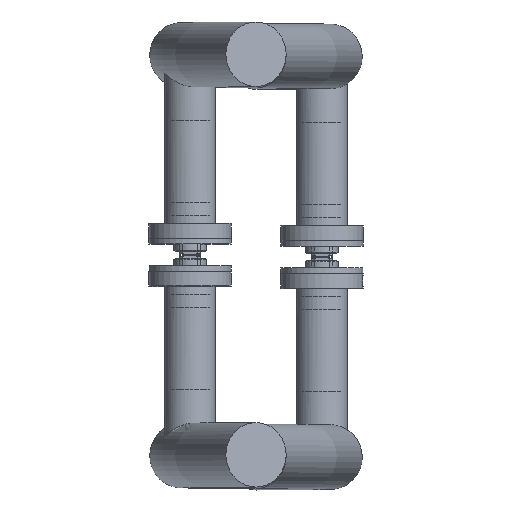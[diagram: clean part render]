
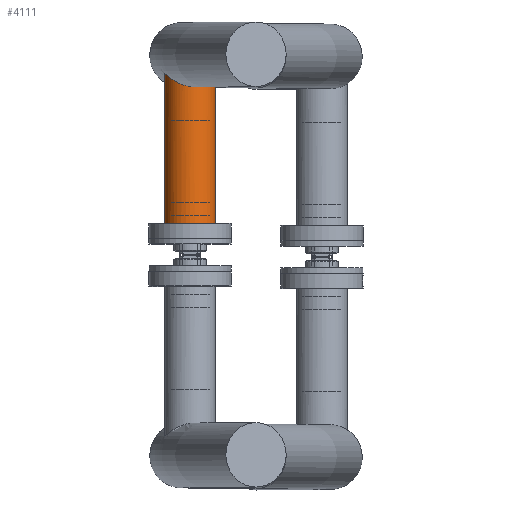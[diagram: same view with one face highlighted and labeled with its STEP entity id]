
A CAD part, top view. The second image highlights one B-rep face of the part: STEP entity #4111.
In plain terms, the highlighted cylindrical face has radius 10 mm (diameter 20 mm), a full revolution.
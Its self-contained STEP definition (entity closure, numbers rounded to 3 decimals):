
#169=B_SPLINE_CURVE_WITH_KNOTS('',3,(#6181,#6182,#6183,#6184,#6185,#6186,
#6187,#6188,#6189,#6190,#6191,#6192,#6193,#6194),.UNSPECIFIED.,.F.,.F.,
(4,2,2,2,2,2,4),(-7.31,-7.266,-7.01,
-6.624,-6.076,-5.696,-5.599),
 .UNSPECIFIED.);
#170=B_SPLINE_CURVE_WITH_KNOTS('',3,(#6195,#6196,#6197,#6198,#6199,#6200,
#6201,#6202,#6203,#6204,#6205,#6206,#6207,#6208,#6209,#6210,#6211,#6212,
#6213,#6214,#6215,#6216,#6217,#6218,#6219,#6220,#6221,#6222,#6223,#6224,
#6225,#6226,#6227,#6228),.UNSPECIFIED.,.F.,.F.,(4,2,2,2,2,2,2,2,2,2,2,2,
2,2,2,2,4),(-5.599,-5.386,-5.074,-4.637,
-4.27,-3.929,-3.674,-3.396,-2.973,
-2.396,-1.965,-1.627,-1.327,-0.955,
-0.599,-0.245,0.),.UNSPECIFIED.);
#371=FACE_OUTER_BOUND('',#624,.T.);
#624=EDGE_LOOP('',(#2673,#2674,#2675,#2676,#2677,#2678));
#908=LINE('',#6230,#1170);
#1170=VECTOR('',#4933,10.);
#1445=CIRCLE('',#4415,10.);
#1446=CIRCLE('',#4416,10.);
#1673=VERTEX_POINT('',#6179);
#1674=VERTEX_POINT('',#6180);
#1675=VERTEX_POINT('',#6229);
#1676=VERTEX_POINT('',#6231);
#2070=EDGE_CURVE('',#1673,#1674,#169,.T.);
#2071=EDGE_CURVE('',#1674,#1673,#170,.T.);
#2072=EDGE_CURVE('',#1674,#1675,#908,.T.);
#2073=EDGE_CURVE('',#1675,#1676,#1445,.T.);
#2074=EDGE_CURVE('',#1676,#1675,#1446,.T.);
#2673=ORIENTED_EDGE('',*,*,#2070,.F.);
#2674=ORIENTED_EDGE('',*,*,#2071,.F.);
#2675=ORIENTED_EDGE('',*,*,#2072,.T.);
#2676=ORIENTED_EDGE('',*,*,#2073,.T.);
#2677=ORIENTED_EDGE('',*,*,#2074,.T.);
#2678=ORIENTED_EDGE('',*,*,#2072,.F.);
#3782=CYLINDRICAL_SURFACE('',#4414,10.);
#4111=ADVANCED_FACE('',(#371),#3782,.T.);
#4414=AXIS2_PLACEMENT_3D('',#6178,#4931,#4932);
#4415=AXIS2_PLACEMENT_3D('',#6232,#4934,#4935);
#4416=AXIS2_PLACEMENT_3D('',#6233,#4936,#4937);
#4931=DIRECTION('center_axis',(0.,1.,0.));
#4932=DIRECTION('ref_axis',(-1.,0.,0.));
#4933=DIRECTION('',(0.,-1.,0.));
#4934=DIRECTION('center_axis',(0.,1.,0.));
#4935=DIRECTION('ref_axis',(-1.,0.,0.));
#4936=DIRECTION('center_axis',(0.,1.,0.));
#4937=DIRECTION('ref_axis',(-1.,0.,0.));
#6178=CARTESIAN_POINT('Origin',(-25.533,-32.75,228.5));
#6179=CARTESIAN_POINT('',(-24.047,-12.5,238.389));
#6180=CARTESIAN_POINT('',(-15.533,-7.625,228.5));
#6181=CARTESIAN_POINT('Ctrl Pts',(-24.047,-12.5,238.389));
#6182=CARTESIAN_POINT('Ctrl Pts',(-23.903,-12.5,238.367));
#6183=CARTESIAN_POINT('Ctrl Pts',(-23.76,-12.497,238.343));
#6184=CARTESIAN_POINT('Ctrl Pts',(-22.782,-12.463,238.152));
#6185=CARTESIAN_POINT('Ctrl Pts',(-21.998,-12.347,237.889));
#6186=CARTESIAN_POINT('Ctrl Pts',(-20.178,-11.891,237.032));
#6187=CARTESIAN_POINT('Ctrl Pts',(-19.243,-11.472,236.351));
#6188=CARTESIAN_POINT('Ctrl Pts',(-17.364,-10.308,234.475));
#6189=CARTESIAN_POINT('Ctrl Pts',(-16.617,-9.526,233.221));
#6190=CARTESIAN_POINT('Ctrl Pts',(-15.833,-8.448,231.101));
#6191=CARTESIAN_POINT('Ctrl Pts',(-15.628,-8.045,230.174));
#6192=CARTESIAN_POINT('Ctrl Pts',(-15.542,-7.724,228.983));
#6193=CARTESIAN_POINT('Ctrl Pts',(-15.533,-7.669,228.741));
#6194=CARTESIAN_POINT('Ctrl Pts',(-15.533,-7.625,228.5));
#6195=CARTESIAN_POINT('Ctrl Pts',(-15.533,-7.625,228.5));
#6196=CARTESIAN_POINT('Ctrl Pts',(-15.533,-7.528,227.971));
#6197=CARTESIAN_POINT('Ctrl Pts',(-15.575,-7.484,227.444));
#6198=CARTESIAN_POINT('Ctrl Pts',(-15.783,-7.52,226.144));
#6199=CARTESIAN_POINT('Ctrl Pts',(-16.003,-7.671,225.326));
#6200=CARTESIAN_POINT('Ctrl Pts',(-16.924,-8.438,223.242));
#6201=CARTESIAN_POINT('Ctrl Pts',(-17.701,-9.126,222.139));
#6202=CARTESIAN_POINT('Ctrl Pts',(-19.496,-10.369,220.449));
#6203=CARTESIAN_POINT('Ctrl Pts',(-20.441,-10.918,219.819));
#6204=CARTESIAN_POINT('Ctrl Pts',(-22.44,-11.779,218.932));
#6205=CARTESIAN_POINT('Ctrl Pts',(-23.474,-12.102,218.655));
#6206=CARTESIAN_POINT('Ctrl Pts',(-25.343,-12.439,218.47));
#6207=CARTESIAN_POINT('Ctrl Pts',(-26.14,-12.506,218.487));
#6208=CARTESIAN_POINT('Ctrl Pts',(-27.765,-12.492,218.715));
#6209=CARTESIAN_POINT('Ctrl Pts',(-28.567,-12.398,218.937));
#6210=CARTESIAN_POINT('Ctrl Pts',(-30.455,-11.986,219.708));
#6211=CARTESIAN_POINT('Ctrl Pts',(-31.441,-11.585,220.355));
#6212=CARTESIAN_POINT('Ctrl Pts',(-33.396,-10.476,222.136));
#6213=CARTESIAN_POINT('Ctrl Pts',(-34.195,-9.73,223.33));
#6214=CARTESIAN_POINT('Ctrl Pts',(-35.109,-8.62,225.454));
#6215=CARTESIAN_POINT('Ctrl Pts',(-35.368,-8.176,226.43));
#6216=CARTESIAN_POINT('Ctrl Pts',(-35.56,-7.648,228.222));
#6217=CARTESIAN_POINT('Ctrl Pts',(-35.552,-7.513,229.013));
#6218=CARTESIAN_POINT('Ctrl Pts',(-35.355,-7.498,230.506));
#6219=CARTESIAN_POINT('Ctrl Pts',(-35.173,-7.59,231.346));
#6220=CARTESIAN_POINT('Ctrl Pts',(-34.307,-8.27,233.461));
#6221=CARTESIAN_POINT('Ctrl Pts',(-33.615,-8.871,234.519));
#6222=CARTESIAN_POINT('Ctrl Pts',(-31.938,-10.068,236.27));
#6223=CARTESIAN_POINT('Ctrl Pts',(-30.973,-10.66,236.974));
#6224=CARTESIAN_POINT('Ctrl Pts',(-28.853,-11.639,238.006));
#6225=CARTESIAN_POINT('Ctrl Pts',(-27.702,-12.029,238.336));
#6226=CARTESIAN_POINT('Ctrl Pts',(-25.677,-12.42,238.533));
#6227=CARTESIAN_POINT('Ctrl Pts',(-24.853,-12.5,238.51));
#6228=CARTESIAN_POINT('Ctrl Pts',(-24.047,-12.5,238.389));
#6229=CARTESIAN_POINT('',(-15.533,-65.5,228.5));
#6230=CARTESIAN_POINT('',(-15.533,-32.75,228.5));
#6231=CARTESIAN_POINT('',(-35.533,-65.5,228.5));
#6232=CARTESIAN_POINT('Origin',(-25.533,-65.5,228.5));
#6233=CARTESIAN_POINT('Origin',(-25.533,-65.5,228.5));
